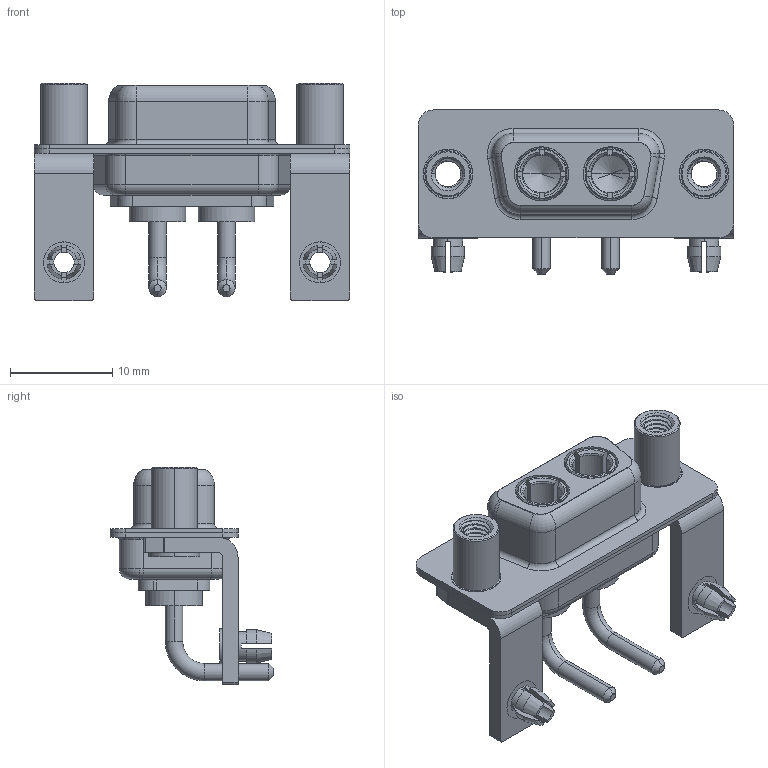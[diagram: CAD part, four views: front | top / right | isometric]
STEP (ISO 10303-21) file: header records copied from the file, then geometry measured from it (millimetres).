
FILE_DESCRIPTION (( 'STEP AP203' ), '1' );
FILE_NAME ('630-2W2-640-1TD.STEP', '2022-05-26T18:14:40', ( '' ), ( '' ), 'SwSTEP 2.0', 'SolidWorks 2020', '' );
FILE_SCHEMA (( 'CONFIG_CONTROL_DESIGN' ));
Length unit declared in the file: millimetre
Products named in the file (8): 630Combo Shell Rear_09 Contacts; Power Socket_10A RA; 630Combo Stabilizer Bracket; 630Combo Housing_2W2; 630Combo Threaded Standoff_D; 630-2W2-640-1TD; 630Combo Board Lock; 630Combo Shell Front_09 Contacts
Assembly tree (11 placements, depth 2):
  630-2W2-640-1TD
    630Combo Housing_2W2
    630Combo Shell Front_09 Contacts
    630Combo Shell Rear_09 Contacts
    630Combo Stabilizer Bracket  x2
    630Combo Board Lock  x2
    630Combo Threaded Standoff_D  x2
    Power Socket_10A RA  x2
Bounding box: 30.8 x 16 x 21.2 mm (x, y, z)
Volume: 2111 mm3; surface area: 5426.7 mm2
Topology: 13 solids, 13 shells, 625 faces, 1611 edges, 1031 vertices
Faces by surface type: cylinder 291, plane 195, torus 69, cone 62, bspline 8
Entity records: 16218 total; most frequent: CARTESIAN_POINT 4985, DIRECTION 2237, ORIENTED_EDGE 2150, EDGE_CURVE 1075, AXIS2_PLACEMENT_3D 892, VERTEX_POINT 685, EDGE_LOOP 466, CIRCLE 458
